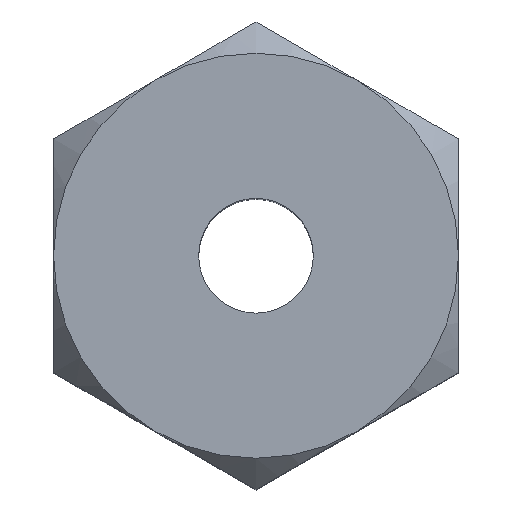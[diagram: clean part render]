
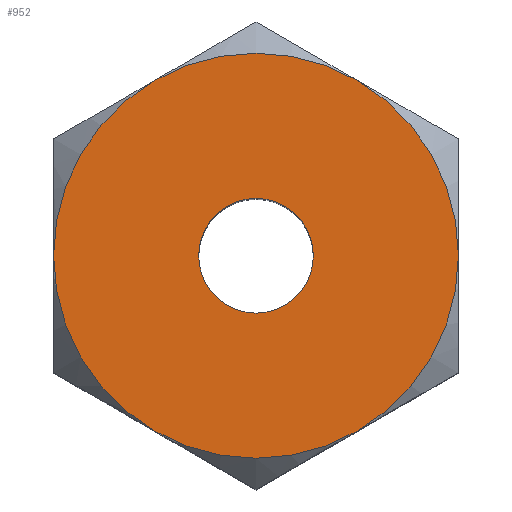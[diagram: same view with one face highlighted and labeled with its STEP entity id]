
A CAD part, top view. The second image highlights one B-rep face of the part: STEP entity #952.
In plain terms, the highlighted planar face has unit normal (0, 0, 1).
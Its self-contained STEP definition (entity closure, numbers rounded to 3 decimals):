
#952=ADVANCED_FACE('',(#1197,#1198),#1068,.T.);
#1068=PLANE('',#3812);
#1197=FACE_BOUND('',#1248,.T.);
#1198=FACE_BOUND('',#1249,.T.);
#1248=EDGE_LOOP('',(#1499));
#1249=EDGE_LOOP('',(#1500,#1501,#1502,#1503,#1504,#1505,#1506));
#1499=ORIENTED_EDGE('',*,*,#2298,.F.);
#1500=ORIENTED_EDGE('',*,*,#2295,.T.);
#1501=ORIENTED_EDGE('',*,*,#2288,.T.);
#1502=ORIENTED_EDGE('',*,*,#2284,.T.);
#1503=ORIENTED_EDGE('',*,*,#2278,.T.);
#1504=ORIENTED_EDGE('',*,*,#2268,.T.);
#1505=ORIENTED_EDGE('',*,*,#2299,.T.);
#1506=ORIENTED_EDGE('',*,*,#2296,.T.);
#2050=VERTEX_POINT('',#4900);
#2063=VERTEX_POINT('',#4938);
#2064=VERTEX_POINT('',#4939);
#2070=VERTEX_POINT('',#4970);
#2073=VERTEX_POINT('',#4999);
#2077=VERTEX_POINT('',#5021);
#2078=VERTEX_POINT('',#5023);
#2079=VERTEX_POINT('',#5029);
#2268=EDGE_CURVE('',#2063,#2064,#2526,.T.);
#2278=EDGE_CURVE('',#2070,#2063,#2528,.T.);
#2284=EDGE_CURVE('',#2050,#2070,#2530,.T.);
#2288=EDGE_CURVE('',#2073,#2050,#2532,.T.);
#2295=EDGE_CURVE('',#2077,#2073,#2534,.T.);
#2296=EDGE_CURVE('',#2078,#2077,#2535,.T.);
#2298=EDGE_CURVE('',#2079,#2079,#2536,.T.);
#2299=EDGE_CURVE('',#2064,#2078,#2537,.T.);
#2526=CIRCLE('',#3787,3.);
#2528=CIRCLE('',#3792,3.);
#2530=CIRCLE('',#3797,3.);
#2532=CIRCLE('',#3802,3.);
#2534=CIRCLE('',#3807,3.);
#2535=CIRCLE('',#3808,3.);
#2536=CIRCLE('',#3810,0.85);
#2537=CIRCLE('',#3811,3.);
#3787=AXIS2_PLACEMENT_3D('',#4937,#4116,#4117);
#3792=AXIS2_PLACEMENT_3D('',#4969,#4128,#4129);
#3797=AXIS2_PLACEMENT_3D('',#4987,#4139,#4140);
#3802=AXIS2_PLACEMENT_3D('',#4998,#4149,#4150);
#3807=AXIS2_PLACEMENT_3D('',#5020,#4160,#4161);
#3808=AXIS2_PLACEMENT_3D('',#5022,#4162,#4163);
#3810=AXIS2_PLACEMENT_3D('',#5028,#4166,#4167);
#3811=AXIS2_PLACEMENT_3D('',#5030,#4168,#4169);
#3812=AXIS2_PLACEMENT_3D('',#5031,#4170,#4171);
#4116=DIRECTION('',(0.,0.,1.));
#4117=DIRECTION('',(0.5,0.866,0.));
#4128=DIRECTION('',(0.,0.,1.));
#4129=DIRECTION('',(1.,0.,0.));
#4139=DIRECTION('',(0.,0.,1.));
#4140=DIRECTION('',(0.5,-0.866,0.));
#4149=DIRECTION('',(0.,0.,1.));
#4150=DIRECTION('',(-0.5,-0.866,0.));
#4160=DIRECTION('',(0.,0.,1.));
#4161=DIRECTION('',(-0.866,-0.5,0.));
#4162=DIRECTION('',(0.,0.,1.));
#4163=DIRECTION('',(-1.,0.,0.));
#4166=DIRECTION('',(0.,0.,1.));
#4167=DIRECTION('',(1.,0.,0.));
#4168=DIRECTION('',(0.,0.,1.));
#4169=DIRECTION('',(-0.5,0.866,0.));
#4170=DIRECTION('',(0.,0.,1.));
#4171=DIRECTION('',(-0.866,-0.5,0.));
#4900=CARTESIAN_POINT('',(1.5,-2.598,4.2));
#4937=CARTESIAN_POINT('',(0.,0.,4.2));
#4938=CARTESIAN_POINT('',(1.5,2.598,4.2));
#4939=CARTESIAN_POINT('',(-1.5,2.598,4.2));
#4969=CARTESIAN_POINT('',(0.,0.,4.2));
#4970=CARTESIAN_POINT('',(3.,0.,4.2));
#4987=CARTESIAN_POINT('',(0.,0.,4.2));
#4998=CARTESIAN_POINT('',(0.,0.,4.2));
#4999=CARTESIAN_POINT('',(-1.5,-2.598,4.2));
#5020=CARTESIAN_POINT('',(0.,0.,4.2));
#5021=CARTESIAN_POINT('',(-2.598,-1.5,4.2));
#5022=CARTESIAN_POINT('',(0.,0.,4.2));
#5023=CARTESIAN_POINT('',(-3.,0.,4.2));
#5028=CARTESIAN_POINT('',(0.,0.,4.2));
#5029=CARTESIAN_POINT('',(0.85,0.,4.2));
#5030=CARTESIAN_POINT('',(0.,0.,4.2));
#5031=CARTESIAN_POINT('',(1.65,4.763,4.2));
